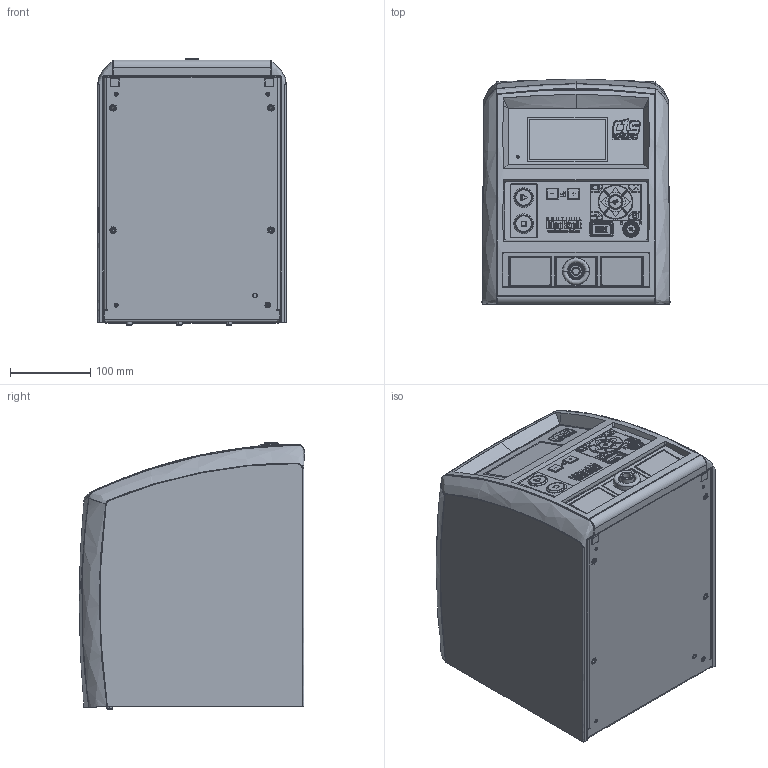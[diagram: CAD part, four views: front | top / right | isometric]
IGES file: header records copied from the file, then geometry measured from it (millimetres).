
Start section: SolidWorks IGES file using analytic representation for surfaces
Global section: file name: Blackbelt Size Block.IGS; native system: SolidWorks 2011; preprocessor: SolidWorks 2011; author: tbeischel; date: 110808.121659; units: millimetre
Bounding box: 234.26 x 280.87 x 332.16 mm (x, y, z)
Surface area: 730908.8 mm2 (no closed solid volume)
Topology: 0 solids, 0 shells, 912 faces, 17346 edges, 17335 vertices
Faces by surface type: bspline 547, revolution 365
